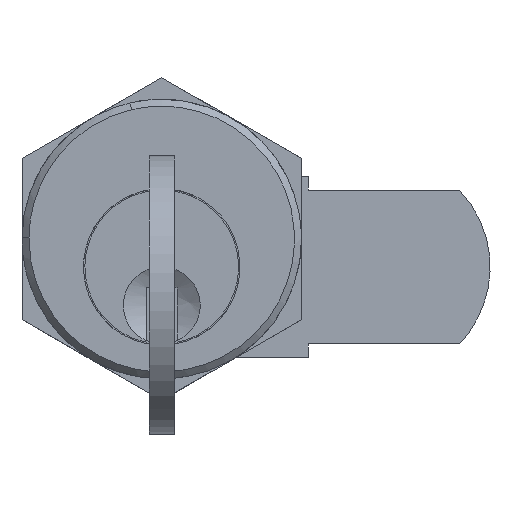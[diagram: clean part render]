
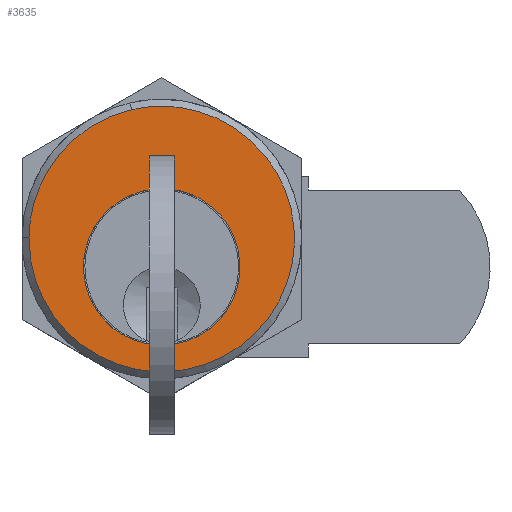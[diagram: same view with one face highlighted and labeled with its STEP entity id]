
A CAD part, front view. The second image highlights one B-rep face of the part: STEP entity #3635.
In plain terms, the highlighted free-form (B-spline) face has degree [1, 1] with [2, 2] control points.
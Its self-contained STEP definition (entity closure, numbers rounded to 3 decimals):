
#2146=CARTESIAN_POINT('',(0.,-4.174,1.733));
#2147=VERTEX_POINT('',#2146);
#2153=CARTESIAN_POINT('',(0.0,0.0,3.6));
#2154=VERTEX_POINT('',#2153);
#2155=CARTESIAN_POINT('',(0.,-4.174,1.733));
#2156=CARTESIAN_POINT('',(0.0,-2.504,3.6));
#2157=CARTESIAN_POINT('',(0.0,0.0,3.6));
#2165=(BOUNDED_CURVE()B_SPLINE_CURVE(2,(#2155,#2156,#2157),.UNSPECIFIED.,.F.,.U.)B_SPLINE_CURVE_WITH_KNOTS((3,3),(0.367,0.5),.UNSPECIFIED.)CURVE()GEOMETRIC_REPRESENTATION_ITEM()RATIONAL_B_SPLINE_CURVE((0.854,0.844,1.0))REPRESENTATION_ITEM(''));
#2166=EDGE_CURVE('',#2147,#2154,#2165,.T.);
#2168=CARTESIAN_POINT('',(0.0,0.0,-7.6));
#2169=VERTEX_POINT('',#2168);
#2170=CARTESIAN_POINT('',(0.0,0.0,3.6));
#2171=CARTESIAN_POINT('',(0.0,5.6,3.6));
#2172=CARTESIAN_POINT('',(0.0,5.6,-2.));
#2173=CARTESIAN_POINT('',(0.0,5.6,-7.6));
#2174=CARTESIAN_POINT('',(0.0,0.0,-7.6));
#2182=(BOUNDED_CURVE()B_SPLINE_CURVE(2,(#2170,#2171,#2172,#2173,#2174),.UNSPECIFIED.,.F.,.U.)B_SPLINE_CURVE_WITH_KNOTS((3,2,3),(0.5,0.75,1.0),.UNSPECIFIED.)CURVE()GEOMETRIC_REPRESENTATION_ITEM()RATIONAL_B_SPLINE_CURVE((1.0,0.707,1.0,0.707,1.0))REPRESENTATION_ITEM(''));
#2183=EDGE_CURVE('',#2154,#2169,#2182,.T.);
#2185=CARTESIAN_POINT('',(0.,-5.595,-1.756));
#2186=VERTEX_POINT('',#2185);
#2187=CARTESIAN_POINT('',(0.0,0.0,-7.6));
#2188=CARTESIAN_POINT('',(0.0,-5.6,-7.6));
#2189=CARTESIAN_POINT('',(0.0,-5.6,-2.));
#2190=CARTESIAN_POINT('',(0.0,-5.6,-1.878));
#2191=CARTESIAN_POINT('',(0.,-5.595,-1.756));
#2199=(BOUNDED_CURVE()B_SPLINE_CURVE(2,(#2187,#2188,#2189,#2190,#2191),.UNSPECIFIED.,.F.,.U.)B_SPLINE_CURVE_WITH_KNOTS((3,2,3),(0.0,0.25,0.258),.UNSPECIFIED.)CURVE()GEOMETRIC_REPRESENTATION_ITEM()RATIONAL_B_SPLINE_CURVE((1.0,0.707,1.0,0.991,0.983))REPRESENTATION_ITEM(''));
#2200=EDGE_CURVE('',#2169,#2186,#2199,.T.);
#2284=CARTESIAN_POINT('',(0.,-5.595,-1.756));
#2285=CARTESIAN_POINT('',(0.0,-5.507,0.242));
#2286=CARTESIAN_POINT('',(0.,-4.174,1.733));
#2294=(BOUNDED_CURVE()B_SPLINE_CURVE(2,(#2284,#2285,#2286),.UNSPECIFIED.,.F.,.U.)B_SPLINE_CURVE_WITH_KNOTS((3,3),(0.258,0.367),.UNSPECIFIED.)CURVE()GEOMETRIC_REPRESENTATION_ITEM()RATIONAL_B_SPLINE_CURVE((0.983,0.863,0.854))REPRESENTATION_ITEM(''));
#2295=EDGE_CURVE('',#2186,#2147,#2294,.T.);
#2344=CARTESIAN_POINT('',(0.,2.143,9.255));
#2345=VERTEX_POINT('',#2344);
#2351=CARTESIAN_POINT('',(0.0,0.0,9.5));
#2352=VERTEX_POINT('',#2351);
#2353=CARTESIAN_POINT('',(0.0,0.0,9.5));
#2354=CARTESIAN_POINT('',(0.0,1.086,9.5));
#2355=CARTESIAN_POINT('',(0.,2.143,9.255));
#2363=(BOUNDED_CURVE()B_SPLINE_CURVE(2,(#2353,#2354,#2355),.UNSPECIFIED.,.F.,.U.)B_SPLINE_CURVE_WITH_KNOTS((3,3),(0.5,0.539),.UNSPECIFIED.)CURVE()GEOMETRIC_REPRESENTATION_ITEM()RATIONAL_B_SPLINE_CURVE((1.0,0.955,0.924))REPRESENTATION_ITEM(''));
#2364=EDGE_CURVE('',#2352,#2345,#2363,.T.);
#2366=CARTESIAN_POINT('',(0.0,0.0,-9.5));
#2367=VERTEX_POINT('',#2366);
#2368=CARTESIAN_POINT('',(0.0,0.0,-9.5));
#2369=CARTESIAN_POINT('',(0.0,-9.5,-9.5));
#2370=CARTESIAN_POINT('',(0.0,-9.5,0.0));
#2371=CARTESIAN_POINT('',(0.0,-9.5,9.5));
#2372=CARTESIAN_POINT('',(0.0,0.0,9.5));
#2380=(BOUNDED_CURVE()B_SPLINE_CURVE(2,(#2368,#2369,#2370,#2371,#2372),.UNSPECIFIED.,.F.,.U.)B_SPLINE_CURVE_WITH_KNOTS((3,2,3),(0.0,0.25,0.5),.UNSPECIFIED.)CURVE()GEOMETRIC_REPRESENTATION_ITEM()RATIONAL_B_SPLINE_CURVE((1.0,0.707,1.0,0.707,1.0))REPRESENTATION_ITEM(''));
#2381=EDGE_CURVE('',#2367,#2352,#2380,.T.);
#2383=CARTESIAN_POINT('',(0.,9.5,0.083));
#2384=VERTEX_POINT('',#2383);
#2385=CARTESIAN_POINT('',(0.,9.5,0.083));
#2386=CARTESIAN_POINT('',(0.0,9.5,0.041));
#2387=CARTESIAN_POINT('',(0.0,9.5,0.0));
#2388=CARTESIAN_POINT('',(0.0,9.5,-9.5));
#2389=CARTESIAN_POINT('',(0.0,0.0,-9.5));
#2397=(BOUNDED_CURVE()B_SPLINE_CURVE(2,(#2385,#2386,#2387,#2388,#2389),.UNSPECIFIED.,.F.,.U.)B_SPLINE_CURVE_WITH_KNOTS((3,2,3),(0.748,0.75,1.0),.UNSPECIFIED.)CURVE()GEOMETRIC_REPRESENTATION_ITEM()RATIONAL_B_SPLINE_CURVE((0.996,0.998,1.0,0.707,1.0))REPRESENTATION_ITEM(''));
#2398=EDGE_CURVE('',#2384,#2367,#2397,.T.);
#2500=CARTESIAN_POINT('',(0.,2.143,9.255));
#2501=CARTESIAN_POINT('',(0.0,9.434,7.567));
#2502=CARTESIAN_POINT('',(0.,9.5,0.083));
#2510=(BOUNDED_CURVE()B_SPLINE_CURVE(2,(#2500,#2501,#2502),.UNSPECIFIED.,.F.,.U.)B_SPLINE_CURVE_WITH_KNOTS((3,3),(0.539,0.748),.UNSPECIFIED.)CURVE()GEOMETRIC_REPRESENTATION_ITEM()RATIONAL_B_SPLINE_CURVE((0.924,0.754,0.996))REPRESENTATION_ITEM(''));
#2511=EDGE_CURVE('',#2345,#2384,#2510,.T.);
#3618=CARTESIAN_POINT('',(0.0,10.449,10.449));
#3619=CARTESIAN_POINT('',(0.0,-10.449,10.449));
#3620=CARTESIAN_POINT('',(0.0,10.449,-10.449));
#3621=CARTESIAN_POINT('',(0.0,-10.449,-10.449));
#3622=B_SPLINE_SURFACE_WITH_KNOTS('',1,1,((#3618,#3620),(#3619,#3621)),.UNSPECIFIED.,.F.,.F.,.U.,(2,2),(2,2),(0.0,20.898),(0.0,20.898),.UNSPECIFIED.);
#3623=ORIENTED_EDGE('',*,*,#2381,.T.);
#3624=ORIENTED_EDGE('',*,*,#2364,.T.);
#3625=ORIENTED_EDGE('',*,*,#2511,.T.);
#3626=ORIENTED_EDGE('',*,*,#2398,.T.);
#3627=EDGE_LOOP('',(#3623,#3624,#3625,#3626));
#3628=FACE_OUTER_BOUND('',#3627,.T.);
#3629=ORIENTED_EDGE('',*,*,#2183,.F.);
#3630=ORIENTED_EDGE('',*,*,#2166,.F.);
#3631=ORIENTED_EDGE('',*,*,#2295,.F.);
#3632=ORIENTED_EDGE('',*,*,#2200,.F.);
#3633=EDGE_LOOP('',(#3629,#3630,#3631,#3632));
#3634=FACE_BOUND('',#3633,.T.);
#3635=ADVANCED_FACE('',(#3628,#3634),#3622,.F.);
